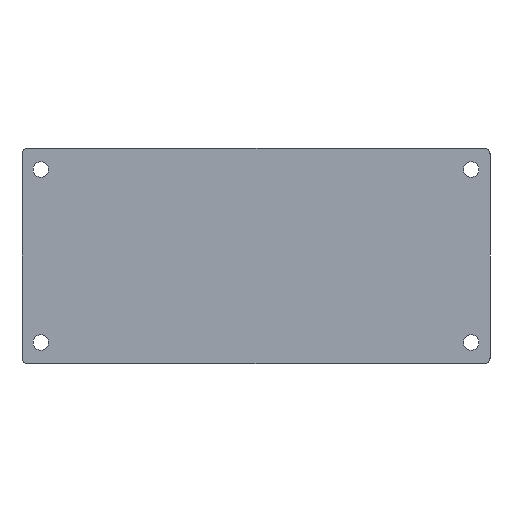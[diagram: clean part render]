
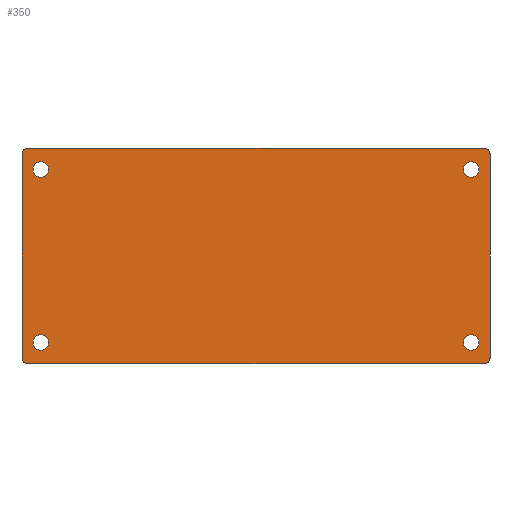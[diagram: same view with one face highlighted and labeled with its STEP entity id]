
A CAD part, front view. The second image highlights one B-rep face of the part: STEP entity #350.
In plain terms, the highlighted planar face has unit normal (0, -1, 0).
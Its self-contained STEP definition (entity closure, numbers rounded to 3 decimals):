
#53 = EDGE_CURVE('',#54,#56,#58,.T.);
#54 = VERTEX_POINT('',#55);
#55 = CARTESIAN_POINT('',(-46.75,-1.,-35.3));
#56 = VERTEX_POINT('',#57);
#57 = CARTESIAN_POINT('',(-50.25,-1.,-35.3));
#58 = CIRCLE('',#59,1.75);
#59 = AXIS2_PLACEMENT_3D('',#60,#61,#62);
#60 = CARTESIAN_POINT('',(-48.5,-1.,-35.3));
#61 = DIRECTION('',(0.,1.,0.));
#62 = DIRECTION('',(-1.,0.,0.));
#71 = EDGE_CURVE('',#56,#54,#72,.T.);
#72 = CIRCLE('',#73,1.75);
#73 = AXIS2_PLACEMENT_3D('',#74,#75,#76);
#74 = CARTESIAN_POINT('',(-48.5,-1.,-35.3));
#75 = DIRECTION('',(0.,1.,0.));
#76 = DIRECTION('',(-1.,0.,0.));
#118 = EDGE_CURVE('',#119,#121,#123,.T.);
#119 = VERTEX_POINT('',#120);
#120 = CARTESIAN_POINT('',(50.25,-1.,-35.3));
#121 = VERTEX_POINT('',#122);
#122 = CARTESIAN_POINT('',(46.75,-1.,-35.3));
#123 = CIRCLE('',#124,1.75);
#124 = AXIS2_PLACEMENT_3D('',#125,#126,#127);
#125 = CARTESIAN_POINT('',(48.5,-1.,-35.3));
#126 = DIRECTION('',(0.,1.,0.));
#127 = DIRECTION('',(-1.,0.,0.));
#136 = EDGE_CURVE('',#121,#119,#137,.T.);
#137 = CIRCLE('',#138,1.75);
#138 = AXIS2_PLACEMENT_3D('',#139,#140,#141);
#139 = CARTESIAN_POINT('',(48.5,-1.,-35.3));
#140 = DIRECTION('',(0.,1.,0.));
#141 = DIRECTION('',(-1.,0.,0.));
#183 = EDGE_CURVE('',#184,#186,#188,.T.);
#184 = VERTEX_POINT('',#185);
#185 = CARTESIAN_POINT('',(-46.75,-1.,3.7));
#186 = VERTEX_POINT('',#187);
#187 = CARTESIAN_POINT('',(-50.25,-1.,3.7));
#188 = CIRCLE('',#189,1.75);
#189 = AXIS2_PLACEMENT_3D('',#190,#191,#192);
#190 = CARTESIAN_POINT('',(-48.5,-1.,3.7));
#191 = DIRECTION('',(0.,1.,0.));
#192 = DIRECTION('',(-1.,0.,0.));
#201 = EDGE_CURVE('',#186,#184,#202,.T.);
#202 = CIRCLE('',#203,1.75);
#203 = AXIS2_PLACEMENT_3D('',#204,#205,#206);
#204 = CARTESIAN_POINT('',(-48.5,-1.,3.7));
#205 = DIRECTION('',(0.,1.,0.));
#206 = DIRECTION('',(-1.,0.,0.));
#248 = EDGE_CURVE('',#249,#251,#253,.T.);
#249 = VERTEX_POINT('',#250);
#250 = CARTESIAN_POINT('',(50.25,-1.,3.7));
#251 = VERTEX_POINT('',#252);
#252 = CARTESIAN_POINT('',(46.75,-1.,3.7));
#253 = CIRCLE('',#254,1.75);
#254 = AXIS2_PLACEMENT_3D('',#255,#256,#257);
#255 = CARTESIAN_POINT('',(48.5,-1.,3.7));
#256 = DIRECTION('',(0.,1.,0.));
#257 = DIRECTION('',(-1.,0.,0.));
#266 = EDGE_CURVE('',#251,#249,#267,.T.);
#267 = CIRCLE('',#268,1.75);
#268 = AXIS2_PLACEMENT_3D('',#269,#270,#271);
#269 = CARTESIAN_POINT('',(48.5,-1.,3.7));
#270 = DIRECTION('',(0.,1.,0.));
#271 = DIRECTION('',(-1.,0.,0.));
#281 = EDGE_CURVE('',#282,#284,#286,.T.);
#282 = VERTEX_POINT('',#283);
#283 = CARTESIAN_POINT('',(-51.5,-1.,-40.05));
#284 = VERTEX_POINT('',#285);
#285 = CARTESIAN_POINT('',(-52.75,-1.,-38.8));
#286 = CIRCLE('',#287,1.25);
#287 = AXIS2_PLACEMENT_3D('',#288,#289,#290);
#288 = CARTESIAN_POINT('',(-51.5,-1.,-38.8));
#289 = DIRECTION('',(0.,1.,0.));
#290 = DIRECTION('',(-0.707,0.,-0.707
    ));
#324 = EDGE_CURVE('',#284,#325,#327,.T.);
#325 = VERTEX_POINT('',#326);
#326 = CARTESIAN_POINT('',(-52.75,-1.,7.2));
#327 = LINE('',#328,#329);
#328 = CARTESIAN_POINT('',(-52.75,-1.,-38.8));
#329 = VECTOR('',#330,1.);
#330 = DIRECTION('',(0.,0.,1.));
#350 = ADVANCED_FACE('',(#351,#404,#408,#412,#416),#420,.F.);
#351 = FACE_BOUND('',#352,.T.);
#352 = EDGE_LOOP('',(#353,#354,#362,#371,#379,#388,#396,#403));
#353 = ORIENTED_EDGE('',*,*,#281,.F.);
#354 = ORIENTED_EDGE('',*,*,#355,.F.);
#355 = EDGE_CURVE('',#356,#282,#358,.T.);
#356 = VERTEX_POINT('',#357);
#357 = CARTESIAN_POINT('',(51.5,-1.,-40.05));
#358 = LINE('',#359,#360);
#359 = CARTESIAN_POINT('',(51.5,-1.,-40.05));
#360 = VECTOR('',#361,1.);
#361 = DIRECTION('',(-1.,0.,0.));
#362 = ORIENTED_EDGE('',*,*,#363,.F.);
#363 = EDGE_CURVE('',#364,#356,#366,.T.);
#364 = VERTEX_POINT('',#365);
#365 = CARTESIAN_POINT('',(52.75,-1.,-38.8));
#366 = CIRCLE('',#367,1.25);
#367 = AXIS2_PLACEMENT_3D('',#368,#369,#370);
#368 = CARTESIAN_POINT('',(51.5,-1.,-38.8));
#369 = DIRECTION('',(0.,1.,0.));
#370 = DIRECTION('',(0.707,0.,-0.707
    ));
#371 = ORIENTED_EDGE('',*,*,#372,.F.);
#372 = EDGE_CURVE('',#373,#364,#375,.T.);
#373 = VERTEX_POINT('',#374);
#374 = CARTESIAN_POINT('',(52.75,-1.,7.2));
#375 = LINE('',#376,#377);
#376 = CARTESIAN_POINT('',(52.75,-1.,7.2));
#377 = VECTOR('',#378,1.);
#378 = DIRECTION('',(0.,0.,-1.));
#379 = ORIENTED_EDGE('',*,*,#380,.F.);
#380 = EDGE_CURVE('',#381,#373,#383,.T.);
#381 = VERTEX_POINT('',#382);
#382 = CARTESIAN_POINT('',(51.5,-1.,8.45));
#383 = CIRCLE('',#384,1.25);
#384 = AXIS2_PLACEMENT_3D('',#385,#386,#387);
#385 = CARTESIAN_POINT('',(51.5,-1.,7.2));
#386 = DIRECTION('',(0.,1.,0.));
#387 = DIRECTION('',(0.707,0.,0.707)
  );
#388 = ORIENTED_EDGE('',*,*,#389,.F.);
#389 = EDGE_CURVE('',#390,#381,#392,.T.);
#390 = VERTEX_POINT('',#391);
#391 = CARTESIAN_POINT('',(-51.5,-1.,8.45));
#392 = LINE('',#393,#394);
#393 = CARTESIAN_POINT('',(-51.5,-1.,8.45));
#394 = VECTOR('',#395,1.);
#395 = DIRECTION('',(1.,0.,0.));
#396 = ORIENTED_EDGE('',*,*,#397,.F.);
#397 = EDGE_CURVE('',#325,#390,#398,.T.);
#398 = CIRCLE('',#399,1.25);
#399 = AXIS2_PLACEMENT_3D('',#400,#401,#402);
#400 = CARTESIAN_POINT('',(-51.5,-1.,7.2));
#401 = DIRECTION('',(0.,1.,0.));
#402 = DIRECTION('',(-0.707,0.,0.707)
  );
#403 = ORIENTED_EDGE('',*,*,#324,.F.);
#404 = FACE_BOUND('',#405,.T.);
#405 = EDGE_LOOP('',(#406,#407));
#406 = ORIENTED_EDGE('',*,*,#53,.T.);
#407 = ORIENTED_EDGE('',*,*,#71,.T.);
#408 = FACE_BOUND('',#409,.T.);
#409 = EDGE_LOOP('',(#410,#411));
#410 = ORIENTED_EDGE('',*,*,#118,.T.);
#411 = ORIENTED_EDGE('',*,*,#136,.T.);
#412 = FACE_BOUND('',#413,.T.);
#413 = EDGE_LOOP('',(#414,#415));
#414 = ORIENTED_EDGE('',*,*,#183,.T.);
#415 = ORIENTED_EDGE('',*,*,#201,.T.);
#416 = FACE_BOUND('',#417,.T.);
#417 = EDGE_LOOP('',(#418,#419));
#418 = ORIENTED_EDGE('',*,*,#248,.T.);
#419 = ORIENTED_EDGE('',*,*,#266,.T.);
#420 = PLANE('',#421);
#421 = AXIS2_PLACEMENT_3D('',#422,#423,#424);
#422 = CARTESIAN_POINT('',(0.,-1.,-15.8));
#423 = DIRECTION('',(0.,1.,0.));
#424 = DIRECTION('',(-1.,0.,0.));
